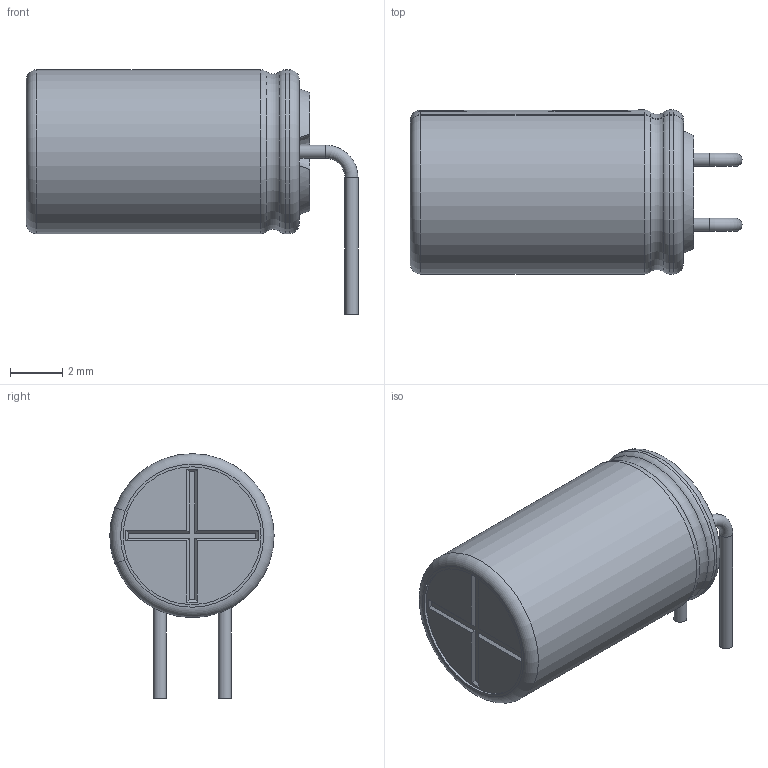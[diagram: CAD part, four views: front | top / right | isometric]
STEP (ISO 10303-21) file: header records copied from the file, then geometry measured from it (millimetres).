
FILE_DESCRIPTION(('STEP AP214'), '1');
FILE_NAME('capacitor_horizontal_mount', '2019-01-12T23:22:59', ('Che'), (''), 'ASCON STEP Converter 1.3', 'ASCON Math Kernel', '');
FILE_SCHEMA(('AUTOMOTIVE_DESIGN { 1 0 10303 214 3 1 1}'));
Length unit declared in the file: millimetre
Bounding box: 12.76 x 6.31 x 9.4 mm (x, y, z)
Volume: 330.2 mm3; surface area: 300.9 mm2
Topology: 1 solids, 1 shells, 72 faces, 188 edges, 124 vertices
Faces by surface type: plane 42, cylinder 14, torus 12, cone 4
Full cylindrical faces by diameter (mm): 0.5 x4, 5.04 x1, 5.3 x1
Entity records: 2848 total; most frequent: CARTESIAN_POINT 425, DIRECTION 394, ORIENTED_EDGE 360, EDGE_CURVE 180, AXIS2_PLACEMENT_3D 149, VERTEX_POINT 124, LINE 96, VECTOR 96
